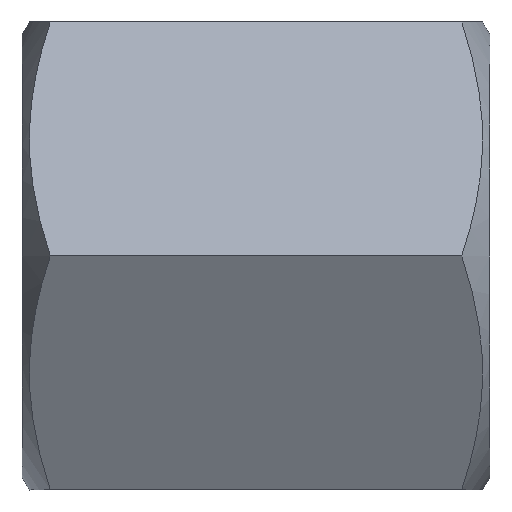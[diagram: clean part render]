
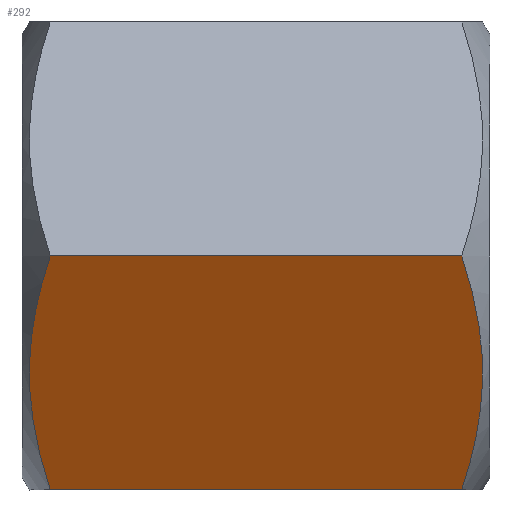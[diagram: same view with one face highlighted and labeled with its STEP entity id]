
A CAD part, left-side view. The second image highlights one B-rep face of the part: STEP entity #292.
In plain terms, the highlighted planar face has unit normal (-0.866, 0, -0.5).
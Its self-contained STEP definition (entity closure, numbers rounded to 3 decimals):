
#27=CARTESIAN_POINT('',(-2.309,3.758,0.0));
#28=VERTEX_POINT('',#27);
#83=CARTESIAN_POINT('',(-1.155,3.758,-2.0));
#84=VERTEX_POINT('',#83);
#98=CARTESIAN_POINT('',(-1.155,3.758,-2.));
#99=CARTESIAN_POINT('',(-1.255,3.816,-1.827));
#100=CARTESIAN_POINT('',(-1.357,3.864,-1.649));
#101=CARTESIAN_POINT('',(-1.563,3.926,-1.292));
#102=CARTESIAN_POINT('',(-1.669,3.941,-1.109));
#103=CARTESIAN_POINT('',(-1.954,3.927,-0.615));
#104=CARTESIAN_POINT('',(-2.135,3.859,-0.301));
#105=CARTESIAN_POINT('',(-2.31,3.758,0.));
#106=B_SPLINE_CURVE_WITH_KNOTS('',3,(#98,#99,#100,#101,#102,#103,#104,#105),.UNSPECIFIED.,.F.,.U.,
 (4,2,2,4),(0.0,0.267,0.535,1.0),.UNSPECIFIED.);
#107=EDGE_CURVE('n� 248',#84,#28,#106,.T.);
#234=CARTESIAN_POINT('',(-1.155,0.242,-2.0));
#235=VERTEX_POINT('',#234);
#249=CARTESIAN_POINT('',(-1.155,4.0,-2.0));
#250=DIRECTION('',(0.0,-1.0,0.0));
#251=VECTOR('',#250,1.0);
#252=LINE('',#249,#251);
#253=EDGE_CURVE('n� 246',#84,#235,#252,.T.);
#264=ORIENTED_EDGE('',*,*,#253,.T.);
#265=CARTESIAN_POINT('',(-2.309,0.242,0.0));
#266=VERTEX_POINT('',#265);
#267=CARTESIAN_POINT('',(-2.31,0.242,0.));
#268=CARTESIAN_POINT('',(-2.209,0.184,-0.173));
#269=CARTESIAN_POINT('',(-2.107,0.136,-0.351));
#270=CARTESIAN_POINT('',(-1.901,0.074,-0.708));
#271=CARTESIAN_POINT('',(-1.795,0.059,-0.891));
#272=CARTESIAN_POINT('',(-1.51,0.073,-1.385));
#273=CARTESIAN_POINT('',(-1.329,0.141,-1.699));
#274=CARTESIAN_POINT('',(-1.155,0.242,-2.));
#275=B_SPLINE_CURVE_WITH_KNOTS('',3,(#267,#268,#269,#270,#271,#272,#273,#274),.UNSPECIFIED.,.F.,.U.,
 (4,2,2,4),(0.0,0.267,0.535,1.0),.UNSPECIFIED.);
#276=EDGE_CURVE('n� 137',#266,#235,#275,.T.);
#277=ORIENTED_EDGE('',*,*,#276,.F.);
#278=CARTESIAN_POINT('',(-2.309,4.0,0.0));
#279=DIRECTION('',(0.0,-1.0,-0.0));
#280=VECTOR('',#279,1.0);
#281=LINE('',#278,#280);
#282=EDGE_CURVE('n� 249',#28,#266,#281,.T.);
#283=ORIENTED_EDGE('',*,*,#282,.F.);
#284=ORIENTED_EDGE('',*,*,#107,.F.);
#285=EDGE_LOOP('',(#264,#277,#283,#284));
#286=FACE_OUTER_BOUND('',#285,.T.);
#287=CARTESIAN_POINT('',(-1.155,4.0,-2.0));
#288=DIRECTION('',(-0.866,0.0,-0.5));
#289=DIRECTION('',(-0.5,0.0,0.866));
#290=AXIS2_PLACEMENT_3D('',#287,#288,#289);
#291=PLANE('',#290);
#292=ADVANCED_FACE('n� 365',(#286),#291,.T.);
